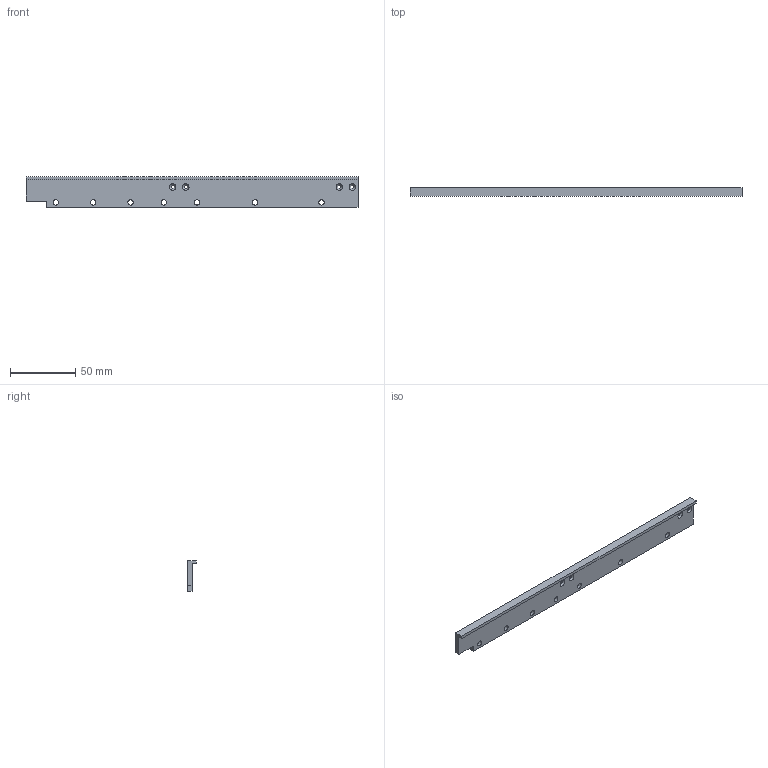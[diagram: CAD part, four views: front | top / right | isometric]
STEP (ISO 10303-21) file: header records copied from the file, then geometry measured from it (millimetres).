
FILE_DESCRIPTION( ( 'Unknown' ), '1' );
FILE_NAME( 'RailGuide2.stp', 'Unknown', ( 'Unknown' ), ( 'Unknown' ), 'PSStep 16.0.42', 'Unknown', ' ' );
FILE_SCHEMA( ( 'AUTOMOTIVE_DESIGN { 1 0 10303 214 1 1 1 1 }' ) );
Length unit declared in the file: millimetre
Products named in the file (1): 1
Bounding box: 254 x 6.35 x 23.51 mm (x, y, z)
Volume: 20157.4 mm3; surface area: 15325.9 mm2
Topology: 1 solids, 1 shells, 25 faces, 69 edges, 46 vertices
Faces by surface type: cylinder 11, plane 10, cone 4
Full cylindrical faces by diameter (mm): 2.5 x4, 4.166 x7
Entity records: 958 total; most frequent: DIRECTION 128, CARTESIAN_POINT 118, ORIENTED_EDGE 100, EDGE_LOOP 62, AXIS2_PLACEMENT_3D 52, EDGE_CURVE 50, VERTEX_POINT 42, FACE_OUTER_BOUND 36
